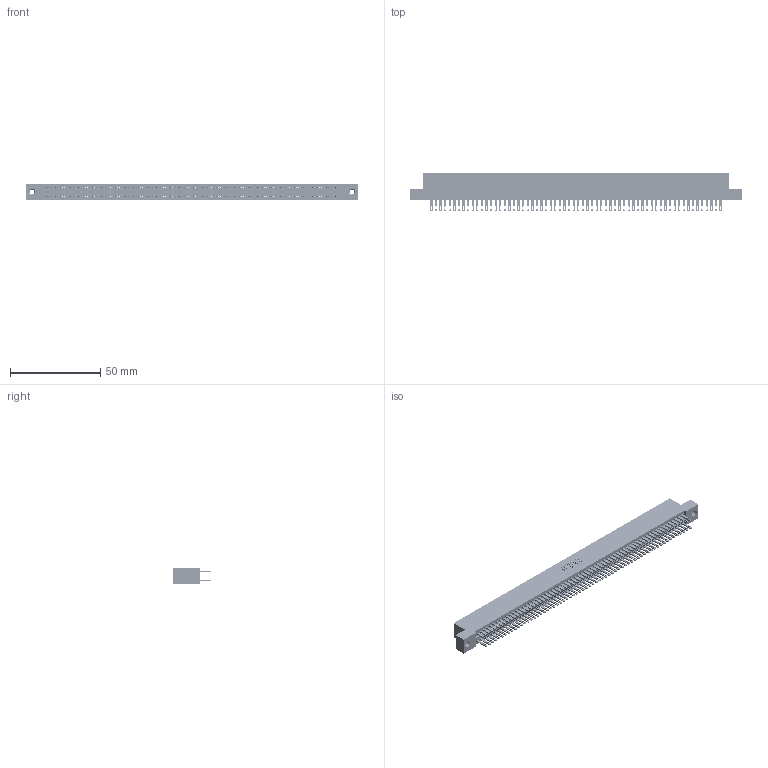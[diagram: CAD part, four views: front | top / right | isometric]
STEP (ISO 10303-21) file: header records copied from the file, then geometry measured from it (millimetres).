
FILE_DESCRIPTION (( 'STEP AP203' ), '1' );
FILE_NAME ('895-128-500-207.STEP', '2020-10-13T16:31:55', ( '' ), ( '' ), 'SwSTEP 2.0', 'SolidWorks 2020', '' );
FILE_SCHEMA (( 'CONFIG_CONTROL_DESIGN' ));
Length unit declared in the file: inch
Products named in the file (4): 345-292-001_345-293-100; 345-250-001_345-250-005-103; 895-128-500-207; 845 Part_Flush Mounting Lugs - 0.156 Dia-TI
Assembly tree (131 placements, depth 2):
  895-128-500-207
    845 Part_Flush Mounting Lugs - 0.156 Dia-TI
    345-292-001_345-293-100  x128
    345-250-001_345-250-005-103  x2
Bounding box: 183.77 x 21.51 x 9.4 mm (x, y, z)
Volume: 18433.4 mm3; surface area: 29007.1 mm2
Topology: 131 solids, 131 shells, 6074 faces, 18525 edges, 12342 vertices
Faces by surface type: plane 3568, cylinder 2490, cone 12, torus 4
Entity records: 48370 total; most frequent: CARTESIAN_POINT 8067, ORIENTED_EDGE 7994, DIRECTION 7115, EDGE_CURVE 3997, LINE 3585, VECTOR 3585, VERTEX_POINT 2660, AXIS2_PLACEMENT_3D 1765
